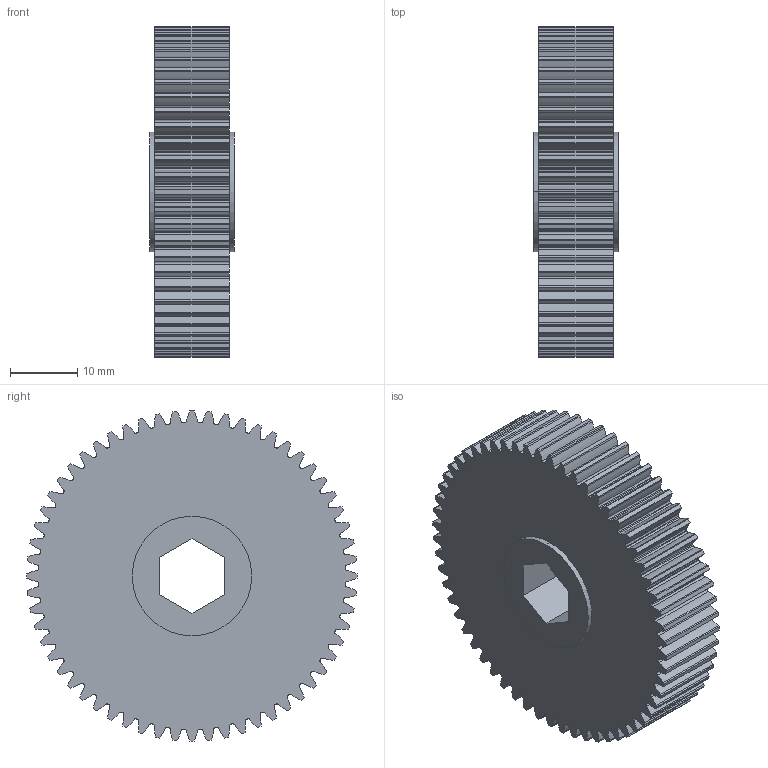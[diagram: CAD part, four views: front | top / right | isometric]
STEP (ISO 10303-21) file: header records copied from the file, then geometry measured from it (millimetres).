
FILE_DESCRIPTION (( 'STEP AP214' ), '1' );
FILE_NAME ('WCP-0008.STEP', '2015-01-03T07:39:11', ( '' ), ( '' ), 'SwSTEP 2.0', 'SolidWorks 2014', '' );
FILE_SCHEMA (( 'AUTOMOTIVE_DESIGN' ));
Length unit declared in the file: inch
Products named in the file (1): WCP-0008
Bounding box: 12.65 x 49.21 x 49.21 mm (x, y, z)
Volume: 18999.6 mm3; surface area: 7153.8 mm2
Topology: 1 solids, 1 shells, 529 faces, 1575 edges, 1050 vertices
Faces by surface type: cylinder 269, bspline 250, plane 10
Entity records: 22947 total; most frequent: CARTESIAN_POINT 9885, ORIENTED_EDGE 3150, DIRECTION 2181, EDGE_CURVE 1575, VERTEX_POINT 1050, AXIS2_PLACEMENT_3D 818, VECTOR 545, LINE 545
